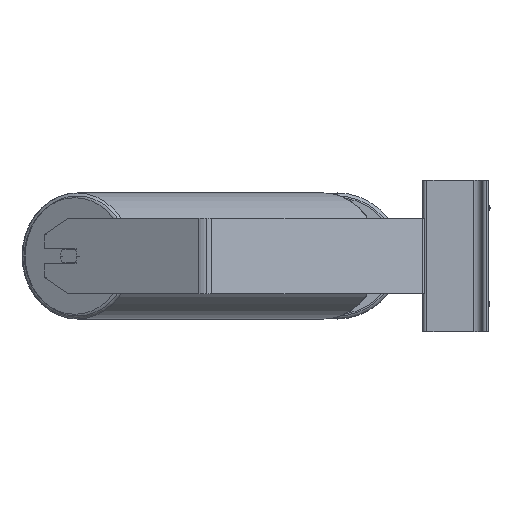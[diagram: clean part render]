
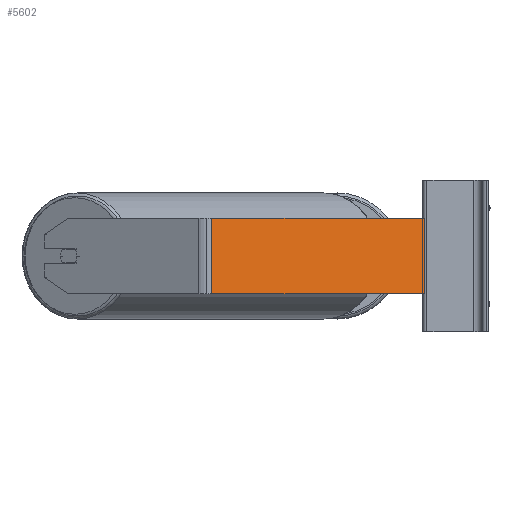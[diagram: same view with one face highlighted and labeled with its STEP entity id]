
A CAD part, left-side view. The second image highlights one B-rep face of the part: STEP entity #5602.
In plain terms, the highlighted planar face has unit normal (-0.94, -0.342, 0).
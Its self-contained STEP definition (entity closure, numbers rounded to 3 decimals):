
#158 = DIRECTION ( 'NONE',  ( -0.342, 0.94, 0. ) ) ;
#616 = VECTOR ( 'NONE', #1058, 1000. ) ;
#957 = PLANE ( 'NONE',  #1912 ) ;
#989 = CARTESIAN_POINT ( 'NONE',  ( -869.275, 233.575, 40. ) ) ;
#1058 = DIRECTION ( 'NONE',  ( 0., 0., -1. ) ) ;
#1475 = CARTESIAN_POINT ( 'NONE',  ( -869.275, 233.575, -40. ) ) ;
#1520 = EDGE_CURVE ( 'NONE', #10075, #3373, #9370, .T. ) ;
#1912 = AXIS2_PLACEMENT_3D ( 'NONE', #2697, #7531, #158 ) ;
#2026 = CARTESIAN_POINT ( 'NONE',  ( -869.275, 233.575, 40. ) ) ;
#2697 = CARTESIAN_POINT ( 'NONE',  ( -871.827, 240.586, 40. ) ) ;
#2723 = VERTEX_POINT ( 'NONE', #1475 ) ;
#2802 = VECTOR ( 'NONE', #10149, 1000. ) ;
#2841 = LINE ( 'NONE', #2026, #4180 ) ;
#3081 = ORIENTED_EDGE ( 'NONE', *, *, #6524, .T. ) ;
#3373 = VERTEX_POINT ( 'NONE', #10500 ) ;
#3431 = EDGE_LOOP ( 'NONE', ( #3081, #3933, #10090, #4155 ) ) ;
#3788 = CARTESIAN_POINT ( 'NONE',  ( -871.827, 240.586, 40. ) ) ;
#3865 = VERTEX_POINT ( 'NONE', #989 ) ;
#3933 = ORIENTED_EDGE ( 'NONE', *, *, #1520, .F. ) ;
#4155 = ORIENTED_EDGE ( 'NONE', *, *, #9537, .T. ) ;
#4180 = VECTOR ( 'NONE', #9351, 1000. ) ;
#5200 = DIRECTION ( 'NONE',  ( 0.342, -0.94, 0. ) ) ;
#5602 = ADVANCED_FACE ( 'NONE', ( #8349 ), #957, .F. ) ;
#6113 = LINE ( 'NONE', #8579, #2802 ) ;
#6524 = EDGE_CURVE ( 'NONE', #2723, #3373, #6113, .T. ) ;
#7531 = DIRECTION ( 'NONE',  ( 0.94, 0.342, 0. ) ) ;
#8024 = CARTESIAN_POINT ( 'NONE',  ( -787.518, 8.948, 40. ) ) ;
#8349 = FACE_OUTER_BOUND ( 'NONE', #3431, .T. ) ;
#8557 = LINE ( 'NONE', #3788, #8822 ) ;
#8579 = CARTESIAN_POINT ( 'NONE',  ( -871.827, 240.586, -40. ) ) ;
#8822 = VECTOR ( 'NONE', #5200, 1000. ) ;
#9213 = CARTESIAN_POINT ( 'NONE',  ( -787.518, 8.948, 40. ) ) ;
#9351 = DIRECTION ( 'NONE',  ( 0., 0., -1. ) ) ;
#9370 = LINE ( 'NONE', #9213, #616 ) ;
#9537 = EDGE_CURVE ( 'NONE', #3865, #2723, #2841, .T. ) ;
#10075 = VERTEX_POINT ( 'NONE', #8024 ) ;
#10090 = ORIENTED_EDGE ( 'NONE', *, *, #10398, .F. ) ;
#10149 = DIRECTION ( 'NONE',  ( 0.342, -0.94, 0. ) ) ;
#10398 = EDGE_CURVE ( 'NONE', #3865, #10075, #8557, .T. ) ;
#10500 = CARTESIAN_POINT ( 'NONE',  ( -787.518, 8.948, -40. ) ) ;
